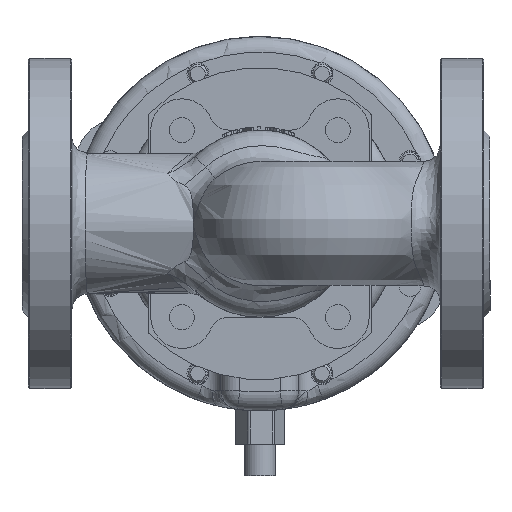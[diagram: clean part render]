
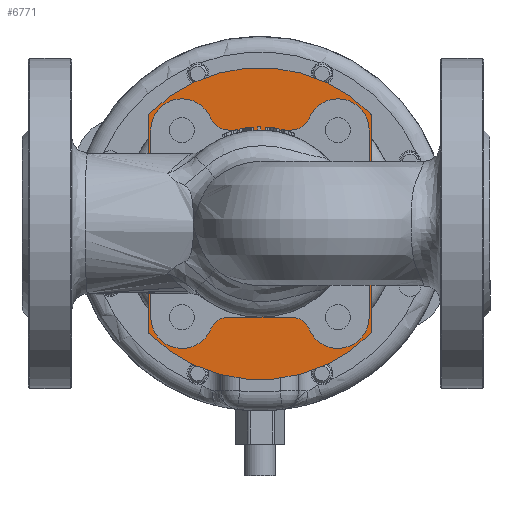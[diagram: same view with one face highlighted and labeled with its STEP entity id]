
A CAD part, front view. The second image highlights one B-rep face of the part: STEP entity #6771.
In plain terms, the highlighted planar face has unit normal (0, -1, 0).
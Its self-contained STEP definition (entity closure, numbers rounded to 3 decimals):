
#205=FACE_BOUND('',#1288,.T.);
#206=FACE_BOUND('',#1289,.T.);
#207=FACE_BOUND('',#1290,.T.);
#208=FACE_BOUND('',#1291,.T.);
#585=PLANE('',#7471);
#854=FACE_OUTER_BOUND('',#1287,.T.);
#1287=EDGE_LOOP('',(#5197,#5198,#5199,#5200,#5201,#5202,#5203,#5204));
#1288=EDGE_LOOP('',(#5205));
#1289=EDGE_LOOP('',(#5206));
#1290=EDGE_LOOP('',(#5207));
#1291=EDGE_LOOP('',(#5208));
#1700=LINE('',#19982,#2052);
#1701=LINE('',#19984,#2053);
#2052=VECTOR('',#8788,10.);
#2053=VECTOR('',#8791,10.);
#2413=CIRCLE('',#7460,1.);
#2414=CIRCLE('',#7464,1.);
#2415=CIRCLE('',#7466,1.);
#2416=CIRCLE('',#7468,1.);
#2417=CIRCLE('',#7470,50.);
#2418=CIRCLE('',#7472,50.);
#2419=CIRCLE('',#7473,5.5);
#2420=CIRCLE('',#7474,5.5);
#2421=CIRCLE('',#7475,5.5);
#2422=CIRCLE('',#7476,5.5);
#2945=VERTEX_POINT('',#19950);
#2946=VERTEX_POINT('',#19951);
#2947=VERTEX_POINT('',#19962);
#2948=VERTEX_POINT('',#19963);
#2949=VERTEX_POINT('',#19968);
#2950=VERTEX_POINT('',#19969);
#2951=VERTEX_POINT('',#19974);
#2952=VERTEX_POINT('',#19975);
#2953=VERTEX_POINT('',#19985);
#2954=VERTEX_POINT('',#19987);
#2955=VERTEX_POINT('',#19989);
#2956=VERTEX_POINT('',#19991);
#3737=EDGE_CURVE('',#2945,#2946,#2413,.T.);
#3744=EDGE_CURVE('',#2947,#2948,#2414,.T.);
#3747=EDGE_CURVE('',#2949,#2950,#2415,.T.);
#3750=EDGE_CURVE('',#2951,#2952,#2416,.T.);
#3753=EDGE_CURVE('',#2945,#2948,#2417,.T.);
#3754=EDGE_CURVE('',#2947,#2952,#1700,.T.);
#3755=EDGE_CURVE('',#2951,#2950,#2418,.T.);
#3756=EDGE_CURVE('',#2949,#2946,#1701,.T.);
#3757=EDGE_CURVE('',#2953,#2953,#2419,.T.);
#3758=EDGE_CURVE('',#2954,#2954,#2420,.T.);
#3759=EDGE_CURVE('',#2955,#2955,#2421,.T.);
#3760=EDGE_CURVE('',#2956,#2956,#2422,.T.);
#5197=ORIENTED_EDGE('',*,*,#3737,.F.);
#5198=ORIENTED_EDGE('',*,*,#3753,.T.);
#5199=ORIENTED_EDGE('',*,*,#3744,.F.);
#5200=ORIENTED_EDGE('',*,*,#3754,.T.);
#5201=ORIENTED_EDGE('',*,*,#3750,.F.);
#5202=ORIENTED_EDGE('',*,*,#3755,.T.);
#5203=ORIENTED_EDGE('',*,*,#3747,.F.);
#5204=ORIENTED_EDGE('',*,*,#3756,.T.);
#5205=ORIENTED_EDGE('',*,*,#3757,.T.);
#5206=ORIENTED_EDGE('',*,*,#3758,.T.);
#5207=ORIENTED_EDGE('',*,*,#3759,.T.);
#5208=ORIENTED_EDGE('',*,*,#3760,.T.);
#6771=ADVANCED_FACE('',(#854,#205,#206,#207,#208),#585,.T.);
#7460=AXIS2_PLACEMENT_3D('',#19952,#8752,#8753);
#7464=AXIS2_PLACEMENT_3D('',#19964,#8766,#8767);
#7466=AXIS2_PLACEMENT_3D('',#19970,#8772,#8773);
#7468=AXIS2_PLACEMENT_3D('',#19976,#8778,#8779);
#7470=AXIS2_PLACEMENT_3D('',#19980,#8784,#8785);
#7471=AXIS2_PLACEMENT_3D('',#19981,#8786,#8787);
#7472=AXIS2_PLACEMENT_3D('',#19983,#8789,#8790);
#7473=AXIS2_PLACEMENT_3D('',#19986,#8792,#8793);
#7474=AXIS2_PLACEMENT_3D('',#19988,#8794,#8795);
#7475=AXIS2_PLACEMENT_3D('',#19990,#8796,#8797);
#7476=AXIS2_PLACEMENT_3D('',#19992,#8798,#8799);
#8752=DIRECTION('center_axis',(0.,1.,0.));
#8753=DIRECTION('ref_axis',(0.924,0.,0.382));
#8766=DIRECTION('center_axis',(0.,1.,0.));
#8767=DIRECTION('ref_axis',(-0.924,0.,0.382));
#8772=DIRECTION('center_axis',(0.,1.,0.));
#8773=DIRECTION('ref_axis',(0.924,0.,-0.382));
#8778=DIRECTION('center_axis',(0.,1.,0.));
#8779=DIRECTION('ref_axis',(-0.924,0.,-0.382));
#8784=DIRECTION('center_axis',(0.,-1.,0.));
#8785=DIRECTION('ref_axis',(1.,0.,0.));
#8786=DIRECTION('center_axis',(0.,-1.,0.));
#8787=DIRECTION('ref_axis',(0.,0.,-1.));
#8788=DIRECTION('',(0.,0.,-1.));
#8789=DIRECTION('center_axis',(0.,-1.,0.));
#8790=DIRECTION('ref_axis',(1.,0.,0.));
#8791=DIRECTION('',(0.,0.,1.));
#8792=DIRECTION('center_axis',(0.,1.,0.));
#8793=DIRECTION('ref_axis',(-1.,0.,0.));
#8794=DIRECTION('center_axis',(0.,1.,0.));
#8795=DIRECTION('ref_axis',(-1.,0.,0.));
#8796=DIRECTION('center_axis',(0.,1.,0.));
#8797=DIRECTION('ref_axis',(-1.,0.,0.));
#8798=DIRECTION('center_axis',(0.,1.,0.));
#8799=DIRECTION('ref_axis',(-1.,0.,0.));
#19950=CARTESIAN_POINT('',(35.398,-502.,35.313));
#19951=CARTESIAN_POINT('',(35.69,-502.,34.606));
#19952=CARTESIAN_POINT('Origin',(34.69,-502.,34.606));
#19962=CARTESIAN_POINT('',(-35.69,-502.,34.606));
#19963=CARTESIAN_POINT('',(-35.398,-502.,35.313));
#19964=CARTESIAN_POINT('Origin',(-34.69,-502.,34.606));
#19968=CARTESIAN_POINT('',(35.69,-502.,-34.606));
#19969=CARTESIAN_POINT('',(35.398,-502.,-35.313));
#19970=CARTESIAN_POINT('Origin',(34.69,-502.,-34.606));
#19974=CARTESIAN_POINT('',(-35.398,-502.,-35.313));
#19975=CARTESIAN_POINT('',(-35.69,-502.,-34.606));
#19976=CARTESIAN_POINT('Origin',(-34.69,-502.,-34.606));
#19980=CARTESIAN_POINT('Origin',(0.,-502.,0.));
#19981=CARTESIAN_POINT('Origin',(0.,-502.,0.));
#19982=CARTESIAN_POINT('',(-35.69,-502.,78.083));
#19983=CARTESIAN_POINT('Origin',(0.,-502.,0.));
#19984=CARTESIAN_POINT('',(35.69,-502.,-78.083));
#19985=CARTESIAN_POINT('',(-19.5,-502.,30.));
#19986=CARTESIAN_POINT('Origin',(-25.,-502.,30.));
#19987=CARTESIAN_POINT('',(30.5,-502.,30.));
#19988=CARTESIAN_POINT('Origin',(25.,-502.,30.));
#19989=CARTESIAN_POINT('',(30.5,-502.,-30.));
#19990=CARTESIAN_POINT('Origin',(25.,-502.,-30.));
#19991=CARTESIAN_POINT('',(-19.5,-502.,-30.));
#19992=CARTESIAN_POINT('Origin',(-25.,-502.,-30.));
